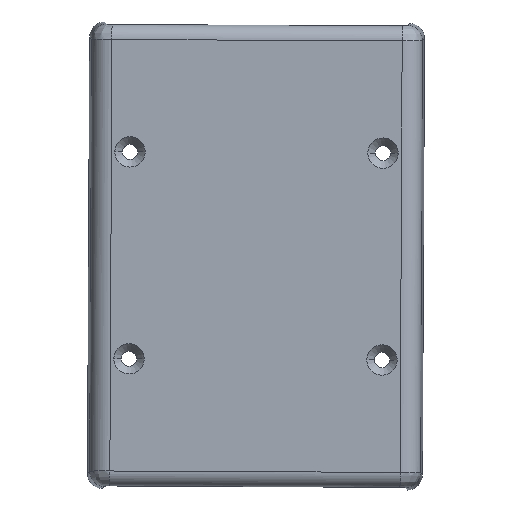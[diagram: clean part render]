
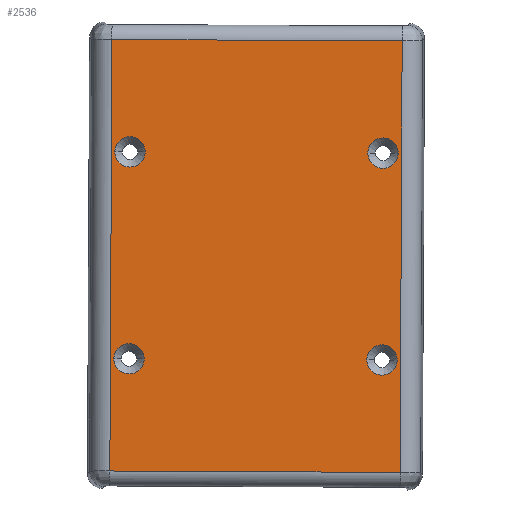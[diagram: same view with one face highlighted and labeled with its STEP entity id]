
A CAD part, front view. The second image highlights one B-rep face of the part: STEP entity #2536.
In plain terms, the highlighted face is planar.
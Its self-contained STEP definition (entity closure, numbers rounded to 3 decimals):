
#193 = DIRECTION ( 'NONE',  ( 0., 0., -1. ) ) ;
#381 = CARTESIAN_POINT ( 'NONE',  ( 32.789, 22.828, 0. ) ) ;
#417 = ORIENTED_EDGE ( 'NONE', *, *, #3414, .F. ) ;
#533 = ORIENTED_EDGE ( 'NONE', *, *, #9311, .F. ) ;
#549 = CIRCLE ( 'NONE', #2731, 3. ) ;
#566 = LINE ( 'NONE', #8518, #2552 ) ;
#589 = EDGE_LOOP ( 'NONE', ( #2537, #8506 ) ) ;
#674 = CARTESIAN_POINT ( 'NONE',  ( -20.881, 2.392, 0. ) ) ;
#720 = VECTOR ( 'NONE', #9324, 1000. ) ;
#783 = ORIENTED_EDGE ( 'NONE', *, *, #8782, .F. ) ;
#851 = DIRECTION ( 'NONE',  ( 0., 0., -1. ) ) ;
#868 = VERTEX_POINT ( 'NONE', #4987 ) ;
#960 = EDGE_CURVE ( 'NONE', #3097, #868, #3355, .T. ) ;
#963 = LINE ( 'NONE', #1086, #720 ) ;
#965 = CARTESIAN_POINT ( 'NONE',  ( -20.881, 43.264, 0. ) ) ;
#1086 = CARTESIAN_POINT ( 'NONE',  ( 4.119, 65.456, 0. ) ) ;
#1117 = EDGE_CURVE ( 'NONE', #6768, #6831, #549, .T. ) ;
#1121 = ORIENTED_EDGE ( 'NONE', *, *, #1740, .F. ) ;
#1149 = ORIENTED_EDGE ( 'NONE', *, *, #3317, .F. ) ;
#1153 = VECTOR ( 'NONE', #5018, 1000. ) ;
#1173 = EDGE_LOOP ( 'NONE', ( #8775, #783 ) ) ;
#1216 = CIRCLE ( 'NONE', #3863, 3. ) ;
#1399 = CARTESIAN_POINT ( 'NONE',  ( 29.119, 2.392, 0. ) ) ;
#1402 = DIRECTION ( 'NONE',  ( 0., 0., -1. ) ) ;
#1412 = DIRECTION ( 'NONE',  ( 1., 0., 0. ) ) ;
#1477 = CARTESIAN_POINT ( 'NONE',  ( 29.119, 43.264, 0. ) ) ;
#1609 = CARTESIAN_POINT ( 'NONE',  ( 29.119, 43.264, 0. ) ) ;
#1672 = CIRCLE ( 'NONE', #5659, 3. ) ;
#1706 = DIRECTION ( 'NONE',  ( 1., 0., 0. ) ) ;
#1740 = EDGE_CURVE ( 'NONE', #8473, #7827, #963, .T. ) ;
#1823 = EDGE_LOOP ( 'NONE', ( #4809, #5248, #4779, #1121 ) ) ;
#2152 = DIRECTION ( 'NONE',  ( 1., 0., 0. ) ) ;
#2220 = FACE_BOUND ( 'NONE', #8924, .T. ) ;
#2226 = DIRECTION ( 'NONE',  ( 1., 0., 0. ) ) ;
#2316 = VERTEX_POINT ( 'NONE', #2540 ) ;
#2360 = DIRECTION ( 'NONE',  ( 1., 0., 0. ) ) ;
#2460 = CARTESIAN_POINT ( 'NONE',  ( 32.789, 65.456, 0. ) ) ;
#2536 = ADVANCED_FACE ( 'NONE', ( #2220, #4178, #6184, #8172, #5944 ), #3577, .F. ) ;
#2537 = ORIENTED_EDGE ( 'NONE', *, *, #3656, .F. ) ;
#2540 = CARTESIAN_POINT ( 'NONE',  ( -17.881, 43.264, 0. ) ) ;
#2552 = VECTOR ( 'NONE', #3712, 1000. ) ;
#2731 = AXIS2_PLACEMENT_3D ( 'NONE', #1399, #6615, #2152 ) ;
#3097 = VERTEX_POINT ( 'NONE', #3849 ) ;
#3226 = VERTEX_POINT ( 'NONE', #7811 ) ;
#3317 = EDGE_CURVE ( 'NONE', #3226, #8259, #5313, .T. ) ;
#3355 = CIRCLE ( 'NONE', #3926, 3. ) ;
#3414 = EDGE_CURVE ( 'NONE', #8259, #3226, #4939, .T. ) ;
#3524 = CARTESIAN_POINT ( 'NONE',  ( -24.552, -19.8, 0. ) ) ;
#3525 = EDGE_CURVE ( 'NONE', #6696, #4922, #566, .T. ) ;
#3577 = PLANE ( 'NONE',  #4174 ) ;
#3656 = EDGE_CURVE ( 'NONE', #6831, #6768, #6625, .T. ) ;
#3712 = DIRECTION ( 'NONE',  ( 1., 0., 0. ) ) ;
#3790 = VERTEX_POINT ( 'NONE', #8068 ) ;
#3835 = CARTESIAN_POINT ( 'NONE',  ( -24.552, 65.456, 0. ) ) ;
#3849 = CARTESIAN_POINT ( 'NONE',  ( -17.881, 2.392, 0. ) ) ;
#3863 = AXIS2_PLACEMENT_3D ( 'NONE', #5850, #1402, #6620 ) ;
#3926 = AXIS2_PLACEMENT_3D ( 'NONE', #674, #5860, #1412 ) ;
#4148 = LINE ( 'NONE', #381, #7907 ) ;
#4174 = AXIS2_PLACEMENT_3D ( 'NONE', #4433, #9664, #5187 ) ;
#4178 = FACE_BOUND ( 'NONE', #6506, .T. ) ;
#4274 = EDGE_CURVE ( 'NONE', #4922, #8473, #4148, .T. ) ;
#4433 = CARTESIAN_POINT ( 'NONE',  ( 4.119, 22.828, 0. ) ) ;
#4659 = CARTESIAN_POINT ( 'NONE',  ( 29.119, 2.392, 0. ) ) ;
#4767 = AXIS2_PLACEMENT_3D ( 'NONE', #1609, #6822, #2360 ) ;
#4779 = ORIENTED_EDGE ( 'NONE', *, *, #8165, .F. ) ;
#4809 = ORIENTED_EDGE ( 'NONE', *, *, #4274, .F. ) ;
#4863 = LINE ( 'NONE', #8747, #1153 ) ;
#4922 = VERTEX_POINT ( 'NONE', #5271 ) ;
#4939 = CIRCLE ( 'NONE', #4767, 3. ) ;
#4987 = CARTESIAN_POINT ( 'NONE',  ( -23.881, 2.392, 0. ) ) ;
#5018 = DIRECTION ( 'NONE',  ( 0., -1., 0. ) ) ;
#5187 = DIRECTION ( 'NONE',  ( 1., 0., 0. ) ) ;
#5248 = ORIENTED_EDGE ( 'NONE', *, *, #3525, .F. ) ;
#5271 = CARTESIAN_POINT ( 'NONE',  ( 32.789, -19.8, 0. ) ) ;
#5291 = CARTESIAN_POINT ( 'NONE',  ( -20.881, 43.264, 0. ) ) ;
#5313 = CIRCLE ( 'NONE', #5942, 3. ) ;
#5388 = DIRECTION ( 'NONE',  ( 1., 0., 0. ) ) ;
#5659 = AXIS2_PLACEMENT_3D ( 'NONE', #965, #6170, #1706 ) ;
#5850 = CARTESIAN_POINT ( 'NONE',  ( -20.881, 2.392, 0. ) ) ;
#5860 = DIRECTION ( 'NONE',  ( 0., 0., -1. ) ) ;
#5942 = AXIS2_PLACEMENT_3D ( 'NONE', #1477, #6690, #2226 ) ;
#5944 = FACE_OUTER_BOUND ( 'NONE', #1823, .T. ) ;
#6049 = DIRECTION ( 'NONE',  ( 1., 0., 0. ) ) ;
#6170 = DIRECTION ( 'NONE',  ( 0., 0., -1. ) ) ;
#6184 = FACE_BOUND ( 'NONE', #1173, .T. ) ;
#6336 = DIRECTION ( 'NONE',  ( 0., 1., 0. ) ) ;
#6494 = AXIS2_PLACEMENT_3D ( 'NONE', #4659, #193, #5388 ) ;
#6506 = EDGE_LOOP ( 'NONE', ( #417, #1149 ) ) ;
#6558 = CARTESIAN_POINT ( 'NONE',  ( 32.119, 2.392, 0. ) ) ;
#6615 = DIRECTION ( 'NONE',  ( 0., 0., -1. ) ) ;
#6620 = DIRECTION ( 'NONE',  ( 1., 0., 0. ) ) ;
#6625 = CIRCLE ( 'NONE', #6494, 3. ) ;
#6690 = DIRECTION ( 'NONE',  ( 0., 0., -1. ) ) ;
#6696 = VERTEX_POINT ( 'NONE', #3524 ) ;
#6768 = VERTEX_POINT ( 'NONE', #6558 ) ;
#6822 = DIRECTION ( 'NONE',  ( 0., 0., -1. ) ) ;
#6831 = VERTEX_POINT ( 'NONE', #8891 ) ;
#7186 = CIRCLE ( 'NONE', #7928, 3. ) ;
#7811 = CARTESIAN_POINT ( 'NONE',  ( 32.119, 43.264, 0. ) ) ;
#7827 = VERTEX_POINT ( 'NONE', #3835 ) ;
#7907 = VECTOR ( 'NONE', #6336, 1000. ) ;
#7928 = AXIS2_PLACEMENT_3D ( 'NONE', #5291, #851, #6049 ) ;
#8068 = CARTESIAN_POINT ( 'NONE',  ( -23.881, 43.264, 0. ) ) ;
#8165 = EDGE_CURVE ( 'NONE', #7827, #6696, #4863, .T. ) ;
#8172 = FACE_BOUND ( 'NONE', #589, .T. ) ;
#8259 = VERTEX_POINT ( 'NONE', #8850 ) ;
#8473 = VERTEX_POINT ( 'NONE', #2460 ) ;
#8506 = ORIENTED_EDGE ( 'NONE', *, *, #1117, .F. ) ;
#8518 = CARTESIAN_POINT ( 'NONE',  ( 4.119, -19.8, 0. ) ) ;
#8747 = CARTESIAN_POINT ( 'NONE',  ( -24.552, 22.828, 0. ) ) ;
#8775 = ORIENTED_EDGE ( 'NONE', *, *, #9460, .F. ) ;
#8782 = EDGE_CURVE ( 'NONE', #2316, #3790, #7186, .T. ) ;
#8850 = CARTESIAN_POINT ( 'NONE',  ( 26.119, 43.264, 0. ) ) ;
#8891 = CARTESIAN_POINT ( 'NONE',  ( 26.119, 2.392, 0. ) ) ;
#8924 = EDGE_LOOP ( 'NONE', ( #533, #9171 ) ) ;
#9171 = ORIENTED_EDGE ( 'NONE', *, *, #960, .F. ) ;
#9311 = EDGE_CURVE ( 'NONE', #868, #3097, #1216, .T. ) ;
#9324 = DIRECTION ( 'NONE',  ( -1., 0., 0. ) ) ;
#9460 = EDGE_CURVE ( 'NONE', #3790, #2316, #1672, .T. ) ;
#9664 = DIRECTION ( 'NONE',  ( 0., 0., 1. ) ) ;
